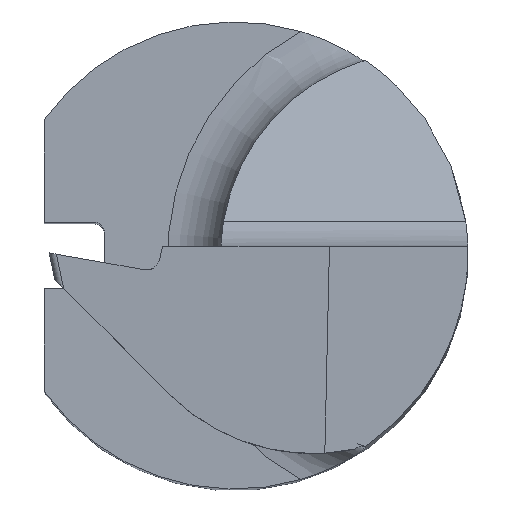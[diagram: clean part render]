
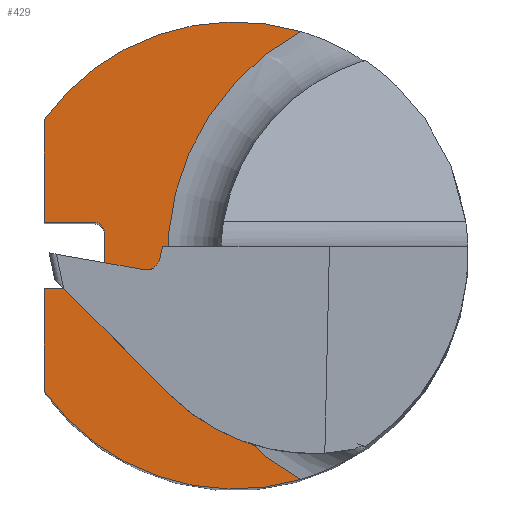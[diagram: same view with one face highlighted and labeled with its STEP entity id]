
A CAD part, top view. The second image highlights one B-rep face of the part: STEP entity #429.
In plain terms, the highlighted planar face has unit normal (0, 0, 1).
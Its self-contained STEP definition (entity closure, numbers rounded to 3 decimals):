
#17 = DIRECTION ( 'NONE',  ( 0., 0., 1. ) ) ;
#22 = DIRECTION ( 'NONE',  ( -1., 0., 0. ) ) ;
#39 = AXIS2_PLACEMENT_3D ( 'NONE', #979, #594, #406 ) ;
#72 = ORIENTED_EDGE ( 'NONE', *, *, #667, .F. ) ;
#77 = EDGE_CURVE ( 'NONE', #521, #526, #201, .T. ) ;
#81 = VERTEX_POINT ( 'NONE', #987 ) ;
#91 = CARTESIAN_POINT ( 'NONE',  ( -2.85, -0.5, 15. ) ) ;
#99 = CARTESIAN_POINT ( 'NONE',  ( -1.95, 0.5, 15. ) ) ;
#135 = VERTEX_POINT ( 'NONE', #91 ) ;
#138 = VECTOR ( 'NONE', #698, 1000. ) ;
#146 = LINE ( 'NONE', #766, #138 ) ;
#149 = ORIENTED_EDGE ( 'NONE', *, *, #223, .T. ) ;
#184 = VECTOR ( 'NONE', #390, 1000. ) ;
#189 = EDGE_CURVE ( 'NONE', #703, #521, #784, .T. ) ;
#193 = CARTESIAN_POINT ( 'NONE',  ( -1.95, 0.35, 15. ) ) ;
#199 = ORIENTED_EDGE ( 'NONE', *, *, #428, .F. ) ;
#201 = CIRCLE ( 'NONE', #1038, 3.5 ) ;
#210 = DIRECTION ( 'NONE',  ( 0., 0., 1. ) ) ;
#215 = VERTEX_POINT ( 'NONE', #441 ) ;
#216 = DIRECTION ( 'NONE',  ( 0., 1., 0. ) ) ;
#223 = EDGE_CURVE ( 'NONE', #636, #81, #649, .T. ) ;
#227 = LINE ( 'NONE', #638, #779 ) ;
#239 = DIRECTION ( 'NONE',  ( 0., -1., 0. ) ) ;
#242 = CARTESIAN_POINT ( 'NONE',  ( -64.45, -0.5, 15. ) ) ;
#259 = DIRECTION ( 'NONE',  ( 0., 0., -1. ) ) ;
#301 = DIRECTION ( 'NONE',  ( -1., 0., 0. ) ) ;
#314 = VERTEX_POINT ( 'NONE', #580 ) ;
#338 = ORIENTED_EDGE ( 'NONE', *, *, #77, .F. ) ;
#372 = DIRECTION ( 'NONE',  ( -1., 0., 0. ) ) ;
#387 = DIRECTION ( 'NONE',  ( 0., 0., -1. ) ) ;
#390 = DIRECTION ( 'NONE',  ( -1., 0., 0. ) ) ;
#391 = ORIENTED_EDGE ( 'NONE', *, *, #966, .F. ) ;
#406 = DIRECTION ( 'NONE',  ( -1., 0., 0. ) ) ;
#428 = EDGE_CURVE ( 'NONE', #636, #952, #444, .T. ) ;
#429 = ADVANCED_FACE ( 'NONE', ( #926 ), #902, .T. ) ;
#433 = CARTESIAN_POINT ( 'NONE',  ( -2.1, -0.35, 15. ) ) ;
#441 = CARTESIAN_POINT ( 'NONE',  ( -2.85, 2.032, 15. ) ) ;
#444 = CIRCLE ( 'NONE', #39, 0.15 ) ;
#460 = CARTESIAN_POINT ( 'NONE',  ( -2.85, 2.032, 15. ) ) ;
#467 = CARTESIAN_POINT ( 'NONE',  ( -2.1, -0.5, 15. ) ) ;
#516 = VECTOR ( 'NONE', #216, 1000. ) ;
#521 = VERTEX_POINT ( 'NONE', #742 ) ;
#526 = VERTEX_POINT ( 'NONE', #650 ) ;
#528 = ORIENTED_EDGE ( 'NONE', *, *, #895, .F. ) ;
#534 = AXIS2_PLACEMENT_3D ( 'NONE', #754, #671, #590 ) ;
#550 = VECTOR ( 'NONE', #239, 1000. ) ;
#580 = CARTESIAN_POINT ( 'NONE',  ( -2.85, 0.5, 15. ) ) ;
#584 = DIRECTION ( 'NONE',  ( -1., 0., 0. ) ) ;
#589 = AXIS2_PLACEMENT_3D ( 'NONE', #433, #210, #372 ) ;
#590 = DIRECTION ( 'NONE',  ( -1., 0., 0. ) ) ;
#594 = DIRECTION ( 'NONE',  ( 0., 0., 1. ) ) ;
#602 = EDGE_CURVE ( 'NONE', #883, #81, #951, .T. ) ;
#631 = CARTESIAN_POINT ( 'NONE',  ( 0., 0., 15. ) ) ;
#636 = VERTEX_POINT ( 'NONE', #193 ) ;
#638 = CARTESIAN_POINT ( 'NONE',  ( -64.45, 0.5, 15. ) ) ;
#645 = AXIS2_PLACEMENT_3D ( 'NONE', #631, #387, #301 ) ;
#649 = LINE ( 'NONE', #99, #550 ) ;
#650 = CARTESIAN_POINT ( 'NONE',  ( -2.85, -2.032, 15. ) ) ;
#660 = CARTESIAN_POINT ( 'NONE',  ( 0., 0., 15. ) ) ;
#667 = EDGE_CURVE ( 'NONE', #314, #215, #146, .T. ) ;
#671 = DIRECTION ( 'NONE',  ( 0., 0., 1. ) ) ;
#698 = DIRECTION ( 'NONE',  ( 0., 1., 0. ) ) ;
#703 = VERTEX_POINT ( 'NONE', #1031 ) ;
#715 = ORIENTED_EDGE ( 'NONE', *, *, #602, .F. ) ;
#738 = ORIENTED_EDGE ( 'NONE', *, *, #1009, .T. ) ;
#742 = CARTESIAN_POINT ( 'NONE',  ( 0.99, -3.357, 15. ) ) ;
#754 = CARTESIAN_POINT ( 'NONE',  ( 0.325, -0.054, 15. ) ) ;
#766 = CARTESIAN_POINT ( 'NONE',  ( -2.85, 2.032, 15. ) ) ;
#779 = VECTOR ( 'NONE', #886, 1000. ) ;
#784 = CIRCLE ( 'NONE', #939, 3.827 ) ;
#794 = EDGE_LOOP ( 'NONE', ( #391, #72, #1020, #199, #149, #715, #738, #528, #338, #919 ) ) ;
#806 = LINE ( 'NONE', #460, #516 ) ;
#809 = LINE ( 'NONE', #242, #184 ) ;
#883 = VERTEX_POINT ( 'NONE', #467 ) ;
#886 = DIRECTION ( 'NONE',  ( -1., 0., 0. ) ) ;
#895 = EDGE_CURVE ( 'NONE', #526, #135, #806, .T. ) ;
#902 = PLANE ( 'NONE',  #534 ) ;
#919 = ORIENTED_EDGE ( 'NONE', *, *, #189, .F. ) ;
#926 = FACE_OUTER_BOUND ( 'NONE', #794, .T. ) ;
#939 = AXIS2_PLACEMENT_3D ( 'NONE', #942, #17, #22 ) ;
#942 = CARTESIAN_POINT ( 'NONE',  ( 2.827, 0., 15. ) ) ;
#951 = CIRCLE ( 'NONE', #589, 0.15 ) ;
#952 = VERTEX_POINT ( 'NONE', #1037 ) ;
#966 = EDGE_CURVE ( 'NONE', #215, #703, #971, .T. ) ;
#970 = EDGE_CURVE ( 'NONE', #952, #314, #227, .T. ) ;
#971 = CIRCLE ( 'NONE', #645, 3.5 ) ;
#979 = CARTESIAN_POINT ( 'NONE',  ( -2.1, 0.35, 15. ) ) ;
#987 = CARTESIAN_POINT ( 'NONE',  ( -1.95, -0.35, 15. ) ) ;
#1009 = EDGE_CURVE ( 'NONE', #883, #135, #809, .T. ) ;
#1020 = ORIENTED_EDGE ( 'NONE', *, *, #970, .F. ) ;
#1031 = CARTESIAN_POINT ( 'NONE',  ( 0.99, 3.357, 15. ) ) ;
#1037 = CARTESIAN_POINT ( 'NONE',  ( -2.1, 0.5, 15. ) ) ;
#1038 = AXIS2_PLACEMENT_3D ( 'NONE', #660, #259, #584 ) ;
